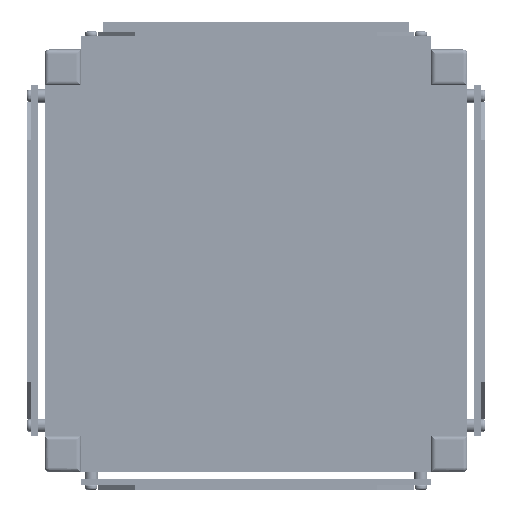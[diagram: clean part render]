
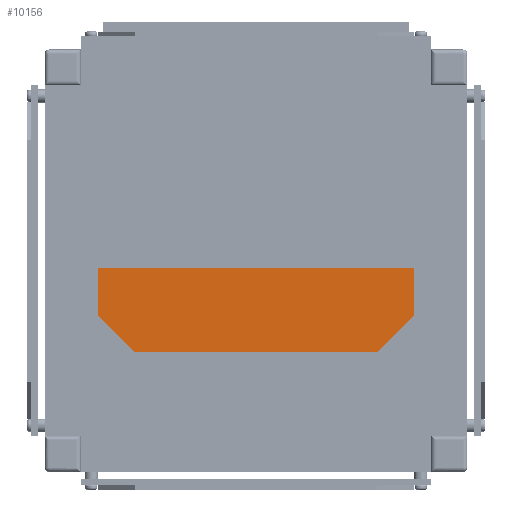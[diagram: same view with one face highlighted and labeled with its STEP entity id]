
A CAD part, front view. The second image highlights one B-rep face of the part: STEP entity #10156.
In plain terms, the highlighted face is planar.
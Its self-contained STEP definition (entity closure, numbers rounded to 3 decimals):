
#650 = VERTEX_POINT ( 'NONE', #16330 ) ;
#881 = EDGE_CURVE ( 'NONE', #20042, #16898, #11678, .T. ) ;
#1901 = DIRECTION ( 'NONE',  ( 1., 0., 0. ) ) ;
#1979 = LINE ( 'NONE', #5936, #20290 ) ;
#1995 = ORIENTED_EDGE ( 'NONE', *, *, #881, .T. ) ;
#3069 = DIRECTION ( 'NONE',  ( -0.707, 0.707, 0. ) ) ;
#3404 = CARTESIAN_POINT ( 'NONE',  ( 0., 0., 2.587 ) ) ;
#3417 = CARTESIAN_POINT ( 'NONE',  ( -37.5, 12.828, 2.587 ) ) ;
#3559 = CARTESIAN_POINT ( 'NONE',  ( -28.661, 21.667, 2.587 ) ) ;
#3586 = VECTOR ( 'NONE', #12911, 1000. ) ;
#3859 = LINE ( 'NONE', #3417, #8148 ) ;
#4609 = AXIS2_PLACEMENT_3D ( 'NONE', #3404, #16186, #5255 ) ;
#5255 = DIRECTION ( 'NONE',  ( -1., 0., 0. ) ) ;
#5391 = EDGE_CURVE ( 'NONE', #5556, #650, #15685, .T. ) ;
#5436 = CARTESIAN_POINT ( 'NONE',  ( -37.5, 1.667, 2.587 ) ) ;
#5556 = VERTEX_POINT ( 'NONE', #15082 ) ;
#5936 = CARTESIAN_POINT ( 'NONE',  ( -37.5, 1.667, 2.587 ) ) ;
#6678 = CARTESIAN_POINT ( 'NONE',  ( 37.5, 12.828, 2.587 ) ) ;
#7256 = ORIENTED_EDGE ( 'NONE', *, *, #5391, .T. ) ;
#8148 = VECTOR ( 'NONE', #16200, 1000. ) ;
#9170 = EDGE_CURVE ( 'NONE', #16727, #20042, #1979, .T. ) ;
#9252 = ORIENTED_EDGE ( 'NONE', *, *, #13164, .T. ) ;
#10156 = ADVANCED_FACE ( 'NONE', ( #12525 ), #23405, .F. ) ;
#10485 = CARTESIAN_POINT ( 'NONE',  ( 28.661, 21.667, 2.587 ) ) ;
#10860 = VECTOR ( 'NONE', #10965, 1000. ) ;
#10965 = DIRECTION ( 'NONE',  ( -1., 0., 0. ) ) ;
#11478 = DIRECTION ( 'NONE',  ( 0., -1., 0. ) ) ;
#11678 = LINE ( 'NONE', #20284, #20800 ) ;
#11705 = ORIENTED_EDGE ( 'NONE', *, *, #18687, .T. ) ;
#11890 = ORIENTED_EDGE ( 'NONE', *, *, #9170, .T. ) ;
#12329 = VECTOR ( 'NONE', #3069, 1000. ) ;
#12525 = FACE_OUTER_BOUND ( 'NONE', #14113, .T. ) ;
#12911 = DIRECTION ( 'NONE',  ( 0., 1., 0. ) ) ;
#13164 = EDGE_CURVE ( 'NONE', #16898, #22256, #18179, .T. ) ;
#14113 = EDGE_LOOP ( 'NONE', ( #17707, #11890, #1995, #9252, #11705, #7256 ) ) ;
#15082 = CARTESIAN_POINT ( 'NONE',  ( 28.661, 21.667, 2.587 ) ) ;
#15565 = CARTESIAN_POINT ( 'NONE',  ( 37.5, 1.667, 2.587 ) ) ;
#15685 = LINE ( 'NONE', #3559, #10860 ) ;
#16186 = DIRECTION ( 'NONE',  ( 0., 0., -1. ) ) ;
#16200 = DIRECTION ( 'NONE',  ( -0.707, -0.707, 0. ) ) ;
#16330 = CARTESIAN_POINT ( 'NONE',  ( -28.661, 21.667, 2.587 ) ) ;
#16594 = LINE ( 'NONE', #10485, #12329 ) ;
#16727 = VERTEX_POINT ( 'NONE', #18667 ) ;
#16898 = VERTEX_POINT ( 'NONE', #15565 ) ;
#17707 = ORIENTED_EDGE ( 'NONE', *, *, #23527, .T. ) ;
#18179 = LINE ( 'NONE', #22163, #3586 ) ;
#18667 = CARTESIAN_POINT ( 'NONE',  ( -37.5, 12.828, 2.587 ) ) ;
#18687 = EDGE_CURVE ( 'NONE', #22256, #5556, #16594, .T. ) ;
#20042 = VERTEX_POINT ( 'NONE', #5436 ) ;
#20284 = CARTESIAN_POINT ( 'NONE',  ( 37.5, 1.667, 2.587 ) ) ;
#20290 = VECTOR ( 'NONE', #11478, 1000. ) ;
#20800 = VECTOR ( 'NONE', #1901, 1000. ) ;
#22163 = CARTESIAN_POINT ( 'NONE',  ( 37.5, 12.828, 2.587 ) ) ;
#22256 = VERTEX_POINT ( 'NONE', #6678 ) ;
#23405 = PLANE ( 'NONE',  #4609 ) ;
#23527 = EDGE_CURVE ( 'NONE', #650, #16727, #3859, .T. ) ;
